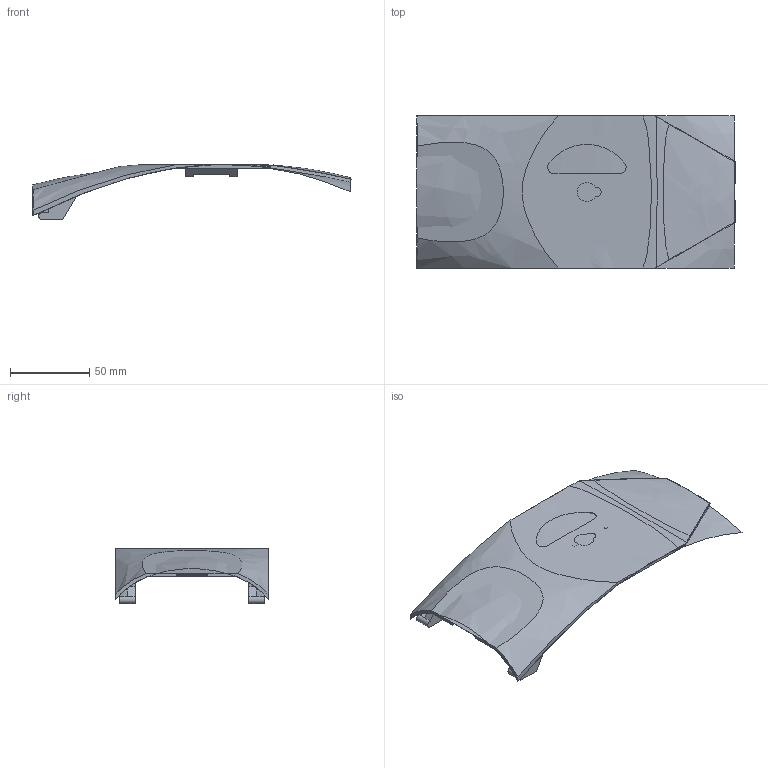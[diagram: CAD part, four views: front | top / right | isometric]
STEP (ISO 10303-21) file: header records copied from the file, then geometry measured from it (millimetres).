
FILE_DESCRIPTION(('STEP AP242'), '1');
FILE_NAME('êðûøêà v2_2', '', ('UNSPECIFIED'), ('UNSPECIFIED'), 'C3D Converter', 'C3D Toolkit', '');
FILE_SCHEMA(('AP242_MANAGED_MODEL_BASED_3D_ENGINEERING_MIM_LF { 1 0 10303 442 1 1 4 }'));
Length unit declared in the file: millimetre
Bounding box: 200.64 x 96.15 x 34.91 mm (x, y, z)
Volume: 43495.8 mm3; surface area: 62228.3 mm2
Topology: 1 solids, 3 shells, 87 faces, 235 edges, 154 vertices
Faces by surface type: plane 58, bspline 13, cylinder 12, cone 4
Full cylindrical faces by diameter (mm): 2 x2, 5.2 x1
Entity records: 5502 total; most frequent: CARTESIAN_POINT 2750, ORIENTED_EDGE 448, DIRECTION 333, EDGE_CURVE 228, VERTEX_POINT 154, LINE 127, VECTOR 127, AXIS2_PLACEMENT_3D 103
